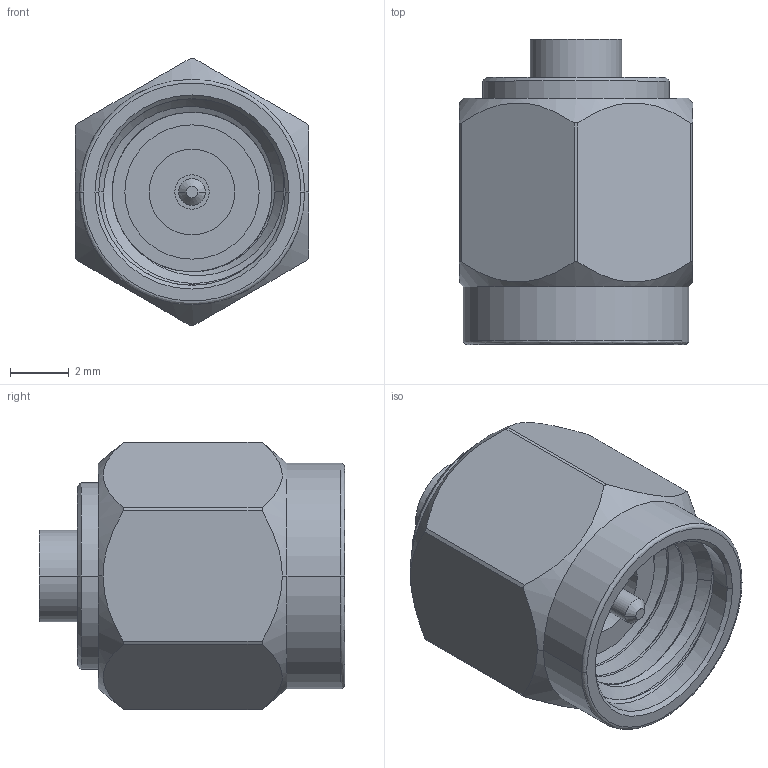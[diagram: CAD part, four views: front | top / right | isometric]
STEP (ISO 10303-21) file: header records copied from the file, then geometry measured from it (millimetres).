
FILE_DESCRIPTION (( 'STEP AP203' ), '1' );
FILE_NAME ('SMC292-085M.step', '2018-11-30T01:12:16', ( '' ), ( '' ), 'SwSTEP 2.0', 'SolidWorks 2017', '' );
FILE_SCHEMA (( 'CONFIG_CONTROL_DESIGN' ));
Length unit declared in the file: inch
Products named in the file (1): SMC292-085M
Bounding box: 7.94 x 10.39 x 9.09 mm (x, y, z)
Volume: 350.4 mm3; surface area: 544.7 mm2
Topology: 1 solids, 1 shells, 68 faces, 163 edges, 105 vertices
Faces by surface type: cylinder 34, plane 16, cone 13, bspline 5
Entity records: 3156 total; most frequent: CARTESIAN_POINT 1582, ORIENTED_EDGE 326, DIRECTION 300, EDGE_CURVE 163, AXIS2_PLACEMENT_3D 124, VERTEX_POINT 105, EDGE_LOOP 76, FACE_OUTER_BOUND 68
